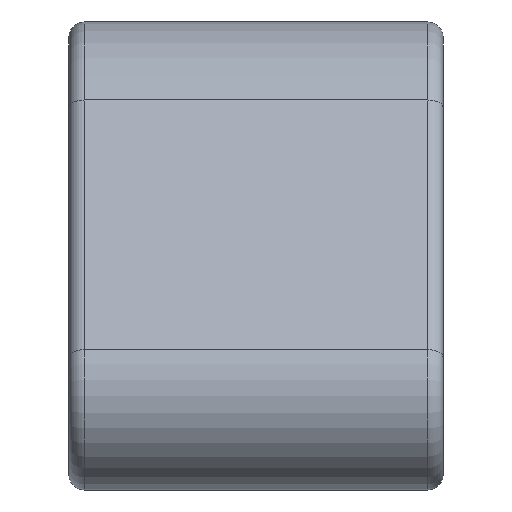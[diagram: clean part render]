
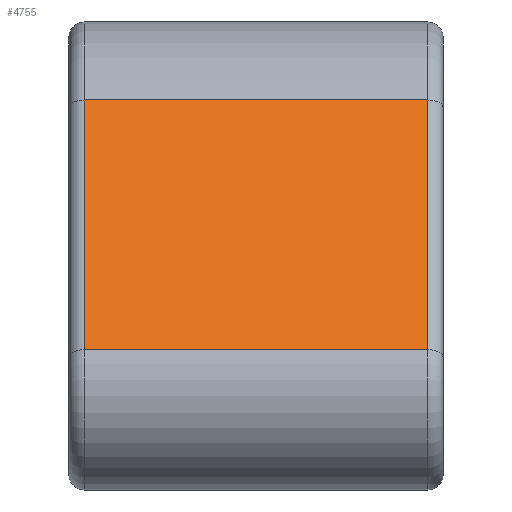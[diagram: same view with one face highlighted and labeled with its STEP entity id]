
A CAD part, left-side view. The second image highlights one B-rep face of the part: STEP entity #4755.
In plain terms, the highlighted planar face has unit normal (-0.866, 0, 0.5).
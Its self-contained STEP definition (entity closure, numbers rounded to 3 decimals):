
#555 = EDGE_CURVE ( 'NONE', #2442, #1975, #10222, .T. ) ;
#743 = ORIENTED_EDGE ( 'NONE', *, *, #7346, .T. ) ;
#1913 = VERTEX_POINT ( 'NONE', #13724 ) ;
#1975 = VERTEX_POINT ( 'NONE', #8267 ) ;
#2029 = LINE ( 'NONE', #6206, #4094 ) ;
#2284 = CARTESIAN_POINT ( 'NONE',  ( -1.21, -0.55, 0.45 ) ) ;
#2442 = VERTEX_POINT ( 'NONE', #11483 ) ;
#2626 = EDGE_CURVE ( 'NONE', #1913, #5259, #2029, .T. ) ;
#2977 = DIRECTION ( 'NONE',  ( -0.5, 0., -0.866 ) ) ;
#4094 = VECTOR ( 'NONE', #6414, 1000. ) ;
#4755 = ADVANCED_FACE ( 'NONE', ( #8098 ), #6155, .F. ) ;
#4999 = VECTOR ( 'NONE', #12975, 1000. ) ;
#5237 = DIRECTION ( 'NONE',  ( 0.5, 0., 0.866 ) ) ;
#5259 = VERTEX_POINT ( 'NONE', #2284 ) ;
#6155 = PLANE ( 'NONE',  #6659 ) ;
#6206 = CARTESIAN_POINT ( 'NONE',  ( -1.21, 0.6, 0.45 ) ) ;
#6414 = DIRECTION ( 'NONE',  ( 0., -1., 0. ) ) ;
#6659 = AXIS2_PLACEMENT_3D ( 'NONE', #7381, #7258, #2977 ) ;
#7258 = DIRECTION ( 'NONE',  ( 0.866, 0., -0.5 ) ) ;
#7346 = EDGE_CURVE ( 'NONE', #2442, #1913, #9622, .T. ) ;
#7371 = ORIENTED_EDGE ( 'NONE', *, *, #555, .F. ) ;
#7381 = CARTESIAN_POINT ( 'NONE',  ( -1.21, 0.6, 0.45 ) ) ;
#8098 = FACE_OUTER_BOUND ( 'NONE', #9414, .T. ) ;
#8267 = CARTESIAN_POINT ( 'NONE',  ( -0.748, -0.55, 1.25 ) ) ;
#8758 = CARTESIAN_POINT ( 'NONE',  ( -1.21, 0.55, 0.45 ) ) ;
#9011 = CARTESIAN_POINT ( 'NONE',  ( -0.748, 0.6, 1.25 ) ) ;
#9414 = EDGE_LOOP ( 'NONE', ( #7371, #743, #13127, #10447 ) ) ;
#9622 = LINE ( 'NONE', #8758, #4999 ) ;
#9913 = VECTOR ( 'NONE', #13384, 1000. ) ;
#10123 = EDGE_CURVE ( 'NONE', #5259, #1975, #12892, .T. ) ;
#10222 = LINE ( 'NONE', #9011, #9913 ) ;
#10447 = ORIENTED_EDGE ( 'NONE', *, *, #10123, .T. ) ;
#10596 = VECTOR ( 'NONE', #5237, 1000. ) ;
#10693 = CARTESIAN_POINT ( 'NONE',  ( -1.21, -0.55, 0.45 ) ) ;
#11483 = CARTESIAN_POINT ( 'NONE',  ( -0.748, 0.55, 1.25 ) ) ;
#12892 = LINE ( 'NONE', #10693, #10596 ) ;
#12975 = DIRECTION ( 'NONE',  ( -0.5, 0., -0.866 ) ) ;
#13127 = ORIENTED_EDGE ( 'NONE', *, *, #2626, .T. ) ;
#13384 = DIRECTION ( 'NONE',  ( 0., -1., 0. ) ) ;
#13724 = CARTESIAN_POINT ( 'NONE',  ( -1.21, 0.55, 0.45 ) ) ;
